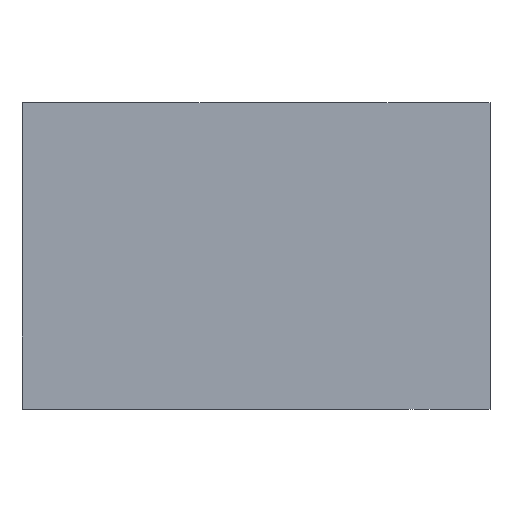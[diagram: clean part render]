
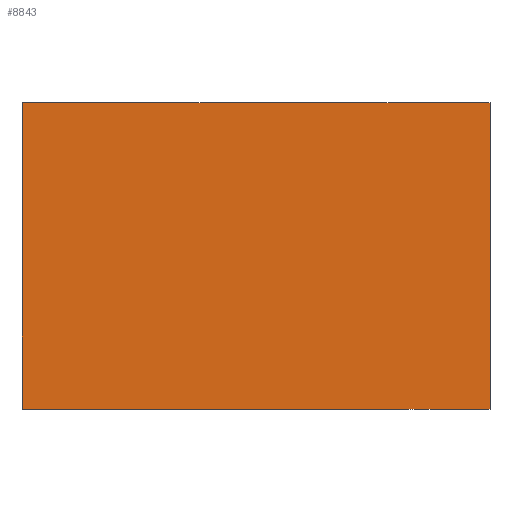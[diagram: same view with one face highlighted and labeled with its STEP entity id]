
A CAD part, top view. The second image highlights one B-rep face of the part: STEP entity #8843.
In plain terms, the highlighted planar face has unit normal (0, 0, 1).
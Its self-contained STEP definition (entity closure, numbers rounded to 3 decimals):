
#1778=FACE_OUTER_BOUND('',#2156,.T.);
#2156=EDGE_LOOP('',(#8353,#8354,#8355,#8356));
#2483=LINE('',#37199,#2766);
#2486=LINE('',#37204,#2769);
#2487=LINE('',#37207,#2770);
#2489=LINE('',#37210,#2772);
#2766=VECTOR('',#10385,10.);
#2769=VECTOR('',#10390,10.);
#2770=VECTOR('',#10393,10.);
#2772=VECTOR('',#10397,10.);
#3907=VERTEX_POINT('',#37196);
#3908=VERTEX_POINT('',#37198);
#3909=VERTEX_POINT('',#37202);
#3910=VERTEX_POINT('',#37206);
#5386=EDGE_CURVE('',#3908,#3907,#2483,.T.);
#5389=EDGE_CURVE('',#3907,#3909,#2486,.T.);
#5390=EDGE_CURVE('',#3910,#3908,#2487,.T.);
#5392=EDGE_CURVE('',#3909,#3910,#2489,.T.);
#8353=ORIENTED_EDGE('',*,*,#5392,.T.);
#8354=ORIENTED_EDGE('',*,*,#5390,.T.);
#8355=ORIENTED_EDGE('',*,*,#5386,.T.);
#8356=ORIENTED_EDGE('',*,*,#5389,.T.);
#8481=PLANE('',#9293);
#8843=ADVANCED_FACE('',(#1778),#8481,.T.);
#9293=AXIS2_PLACEMENT_3D('',#37211,#10398,#10399);
#10385=DIRECTION('',(0.,1.,0.));
#10390=DIRECTION('',(-1.,0.,0.));
#10393=DIRECTION('',(1.,0.,0.));
#10397=DIRECTION('',(0.,-1.,0.));
#10398=DIRECTION('center_axis',(0.,0.,1.));
#10399=DIRECTION('ref_axis',(1.,0.,0.));
#37196=CARTESIAN_POINT('',(108.192,71.831,3.216));
#37198=CARTESIAN_POINT('',(108.192,-69.625,3.216));
#37199=CARTESIAN_POINT('',(108.192,-34.261,3.216));
#37202=CARTESIAN_POINT('',(-108.071,71.831,3.216));
#37204=CARTESIAN_POINT('',(54.126,71.831,3.216));
#37206=CARTESIAN_POINT('',(-108.071,-69.625,3.216));
#37207=CARTESIAN_POINT('',(-54.005,-69.625,3.216));
#37210=CARTESIAN_POINT('',(-108.071,36.467,3.216));
#37211=CARTESIAN_POINT('Origin',(0.06,1.103,3.216));
